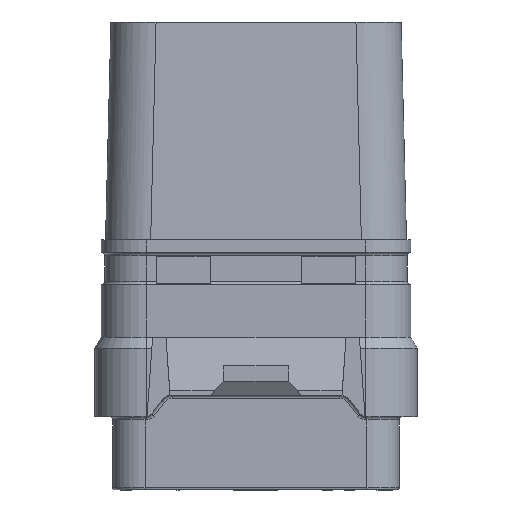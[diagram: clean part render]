
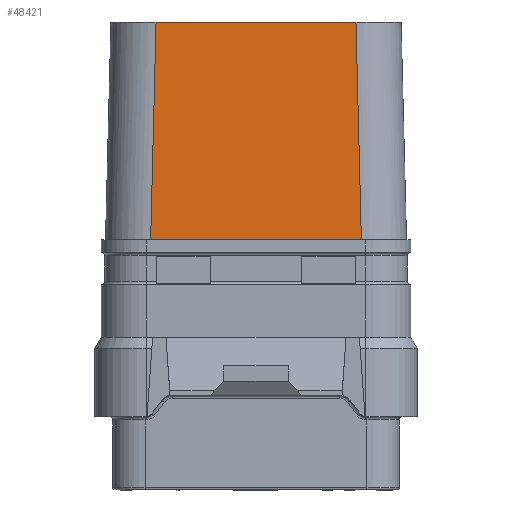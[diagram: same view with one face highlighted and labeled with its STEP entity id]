
A CAD part, front view. The second image highlights one B-rep face of the part: STEP entity #48421.
In plain terms, the highlighted planar face has unit normal (0, -1, 0.025).
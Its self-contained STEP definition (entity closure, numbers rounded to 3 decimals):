
#47=DIRECTION('',(1.,0.,0.));
#48=VECTOR('',#47,9.8);
#49=CARTESIAN_POINT('',(-4.9,-6.,0.));
#50=LINE('',#49,#48);
#97=DIRECTION('',(-0.025,0.025,0.999));
#98=VECTOR('',#97,10.126);
#99=CARTESIAN_POINT('',(4.9,-6.,0.));
#100=LINE('',#99,#98);
#101=DIRECTION('',(0.025,0.025,0.999));
#102=VECTOR('',#101,10.126);
#103=CARTESIAN_POINT('',(-4.9,-6.,0.));
#104=LINE('',#103,#102);
#5046=DIRECTION('',(1.,0.,0.));
#5047=VECTOR('',#5046,9.3);
#5048=CARTESIAN_POINT('',(-4.65,-5.75,10.12));
#5049=LINE('',#5048,#5047);
#39009=CARTESIAN_POINT('',(-4.65,-5.75,10.12));
#39010=VERTEX_POINT('',#39009);
#39011=CARTESIAN_POINT('',(4.65,-5.75,10.12));
#39012=VERTEX_POINT('',#39011);
#39025=CARTESIAN_POINT('',(-4.9,-6.,0.));
#39026=VERTEX_POINT('',#39025);
#39027=CARTESIAN_POINT('',(4.9,-6.,0.));
#39028=VERTEX_POINT('',#39027);
#48408=CARTESIAN_POINT('',(0.,-5.875,5.06));
#48409=DIRECTION('',(0.,-1.,0.025));
#48410=DIRECTION('',(1.,0.,0.));
#48411=AXIS2_PLACEMENT_3D('',#48408,#48409,#48410);
#48412=PLANE('',#48411);
#48413=ORIENTED_EDGE('',*,*,#48176,.F.);
#48415=ORIENTED_EDGE('',*,*,#48414,.T.);
#48417=ORIENTED_EDGE('',*,*,#48416,.T.);
#48418=ORIENTED_EDGE('',*,*,#48400,.F.);
#48419=EDGE_LOOP('',(#48413,#48415,#48417,#48418));
#48420=FACE_OUTER_BOUND('',#48419,.F.);
#48421=ADVANCED_FACE('',(#48420),#48412,.T.);
#48176=EDGE_CURVE('',#39026,#39028,#50,.T.);
#48400=EDGE_CURVE('',#39028,#39012,#100,.T.);
#48414=EDGE_CURVE('',#39026,#39010,#104,.T.);
#48416=EDGE_CURVE('',#39010,#39012,#5049,.T.);
